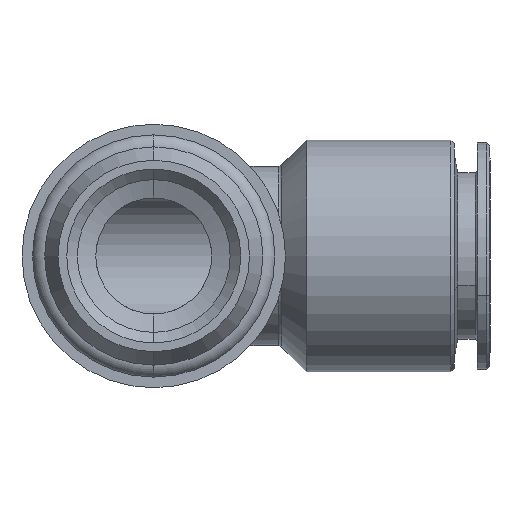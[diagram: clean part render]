
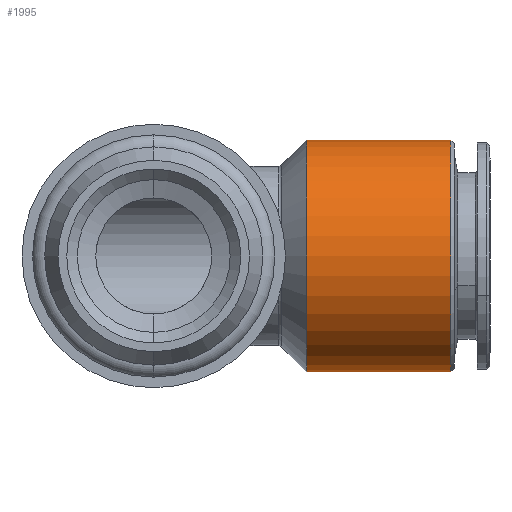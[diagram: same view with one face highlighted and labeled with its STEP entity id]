
A CAD part, front view. The second image highlights one B-rep face of the part: STEP entity #1995.
In plain terms, the highlighted cylindrical face has radius 11 mm (diameter 22 mm), a partial arc.
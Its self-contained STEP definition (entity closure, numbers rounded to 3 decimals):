
#209 = FACE_OUTER_BOUND ( 'NONE', #2004, .T. ) ;
#210 = CYLINDRICAL_SURFACE ( 'NONE', #220, 11. ) ;
#213 = CIRCLE ( 'NONE', #218, 11. ) ;
#214 = CARTESIAN_POINT ( 'NONE',  ( 28.2, 0., 0. ) ) ;
#216 = DIRECTION ( 'NONE',  ( 0., 0., 1. ) ) ;
#217 = DIRECTION ( 'NONE',  ( -1., 0., 0. ) ) ;
#218 = AXIS2_PLACEMENT_3D ( 'NONE', #214, #222, #221 ) ;
#219 = CARTESIAN_POINT ( 'NONE',  ( 0., 0., 0. ) ) ;
#220 = AXIS2_PLACEMENT_3D ( 'NONE', #219, #217, #216 ) ;
#221 = DIRECTION ( 'NONE',  ( 0., 0., 1. ) ) ;
#222 = DIRECTION ( 'NONE',  ( -1., 0., 0. ) ) ;
#439 = CARTESIAN_POINT ( 'NONE',  ( 14.5, 0., 0. ) ) ;
#441 = DIRECTION ( 'NONE',  ( 0., 0., 1. ) ) ;
#442 = DIRECTION ( 'NONE',  ( -1., 0., 0. ) ) ;
#449 = AXIS2_PLACEMENT_3D ( 'NONE', #439, #442, #441 ) ;
#450 = CIRCLE ( 'NONE', #449, 11. ) ;
#1196 = VERTEX_POINT ( 'NONE', #2952 ) ;
#1283 = VERTEX_POINT ( 'NONE', #3096 ) ;
#1519 = EDGE_CURVE ( 'NONE', #1676, #1196, #2808, .T. ) ;
#1522 = EDGE_CURVE ( 'NONE', #1675, #1283, #2812, .T. ) ;
#1675 = VERTEX_POINT ( 'NONE', #1930 ) ;
#1676 = VERTEX_POINT ( 'NONE', #1929 ) ;
#1929 = CARTESIAN_POINT ( 'NONE',  ( 28.2, 0., -11. ) ) ;
#1930 = CARTESIAN_POINT ( 'NONE',  ( 28.2, 0., 11. ) ) ;
#1994 = EDGE_CURVE ( 'NONE', #1676, #1675, #213, .T. ) ;
#1995 = ADVANCED_FACE ( 'NONE', ( #209 ), #210, .T. ) ;
#2004 = EDGE_LOOP ( 'NONE', ( #2005, #2006, #2007, #2044 ) ) ;
#2005 = ORIENTED_EDGE ( 'NONE', *, *, #1519, .F. ) ;
#2006 = ORIENTED_EDGE ( 'NONE', *, *, #1994, .T. ) ;
#2007 = ORIENTED_EDGE ( 'NONE', *, *, #1522, .T. ) ;
#2044 = ORIENTED_EDGE ( 'NONE', *, *, #2045, .F. ) ;
#2045 = EDGE_CURVE ( 'NONE', #1196, #1283, #450, .T. ) ;
#2805 = DIRECTION ( 'NONE',  ( -1., 0., 0. ) ) ;
#2806 = VECTOR ( 'NONE', #2805, 1000. ) ;
#2807 = CARTESIAN_POINT ( 'NONE',  ( 0., 0., -11. ) ) ;
#2808 = LINE ( 'NONE', #2807, #2806 ) ;
#2809 = DIRECTION ( 'NONE',  ( -1., 0., 0. ) ) ;
#2810 = VECTOR ( 'NONE', #2809, 1000. ) ;
#2811 = CARTESIAN_POINT ( 'NONE',  ( 0., 0., 11. ) ) ;
#2812 = LINE ( 'NONE', #2811, #2810 ) ;
#2952 = CARTESIAN_POINT ( 'NONE',  ( 14.5, 0., -11. ) ) ;
#3096 = CARTESIAN_POINT ( 'NONE',  ( 14.5, 0., 11. ) ) ;
